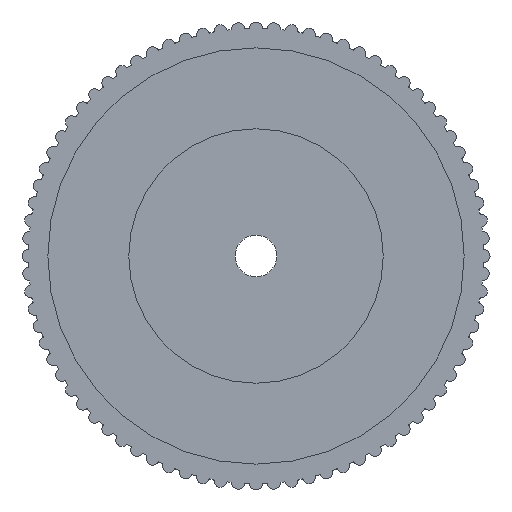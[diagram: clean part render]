
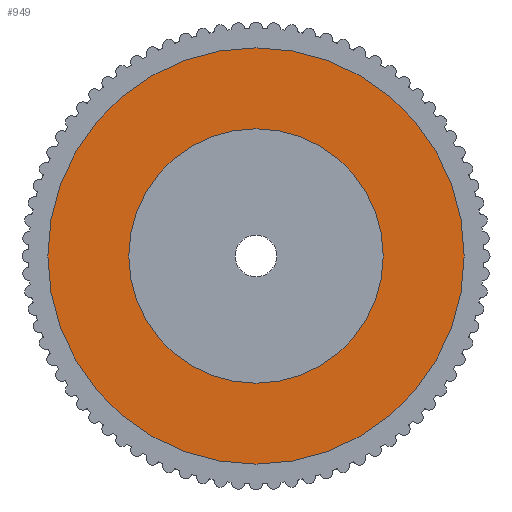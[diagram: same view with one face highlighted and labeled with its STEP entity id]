
A CAD part, left-side view. The second image highlights one B-rep face of the part: STEP entity #949.
In plain terms, the highlighted planar face has unit normal (-1, 0, 0).
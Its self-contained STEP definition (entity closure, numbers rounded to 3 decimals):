
#949 = ADVANCED_FACE( '', ( #1934, #1935 ), #1936, .T. );
#1934 = FACE_BOUND( '', #2945, .T. );
#1935 = FACE_OUTER_BOUND( '', #2946, .T. );
#1936 = PLANE( '', #2947 );
#2945 = EDGE_LOOP( '', ( #6046 ) );
#2946 = EDGE_LOOP( '', ( #6047 ) );
#2947 = AXIS2_PLACEMENT_3D( '', #6048, #6049, #6050 );
#6046 = ORIENTED_EDGE( '', *, *, #7510, .T. );
#6047 = ORIENTED_EDGE( '', *, *, #7455, .F. );
#6048 = CARTESIAN_POINT( '', ( 20., 90., 0. ) );
#6049 = DIRECTION( '', ( -1., 0., 0. ) );
#6050 = DIRECTION( '', ( 0., 0., 1. ) );
#7455 = EDGE_CURVE( '', #9403, #9403, #9404, .T. );
#7510 = EDGE_CURVE( '', #9460, #9460, #9461, .T. );
#9403 = VERTEX_POINT( '', #11630 );
#9404 = CIRCLE( '', #11631, 90. );
#9460 = VERTEX_POINT( '', #11708 );
#9461 = CIRCLE( '', #11709, 55. );
#11630 = CARTESIAN_POINT( '', ( 20., 0., -90. ) );
#11631 = AXIS2_PLACEMENT_3D( '', #14053, #14054, #14055 );
#11708 = CARTESIAN_POINT( '', ( 20., 0., -55. ) );
#11709 = AXIS2_PLACEMENT_3D( '', #14080, #14081, #14082 );
#14053 = CARTESIAN_POINT( '', ( 20., 0., 0. ) );
#14054 = DIRECTION( '', ( 1., 0., 0. ) );
#14055 = DIRECTION( '', ( 0., 0., -1. ) );
#14080 = CARTESIAN_POINT( '', ( 20., 0., 0. ) );
#14081 = DIRECTION( '', ( 1., 0., 0. ) );
#14082 = DIRECTION( '', ( 0., 0., -1. ) );
